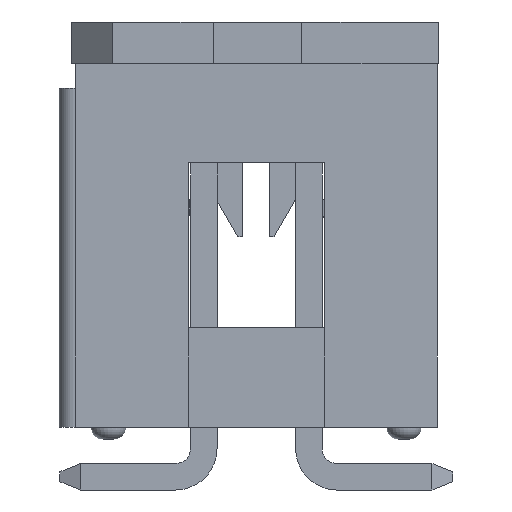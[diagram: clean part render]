
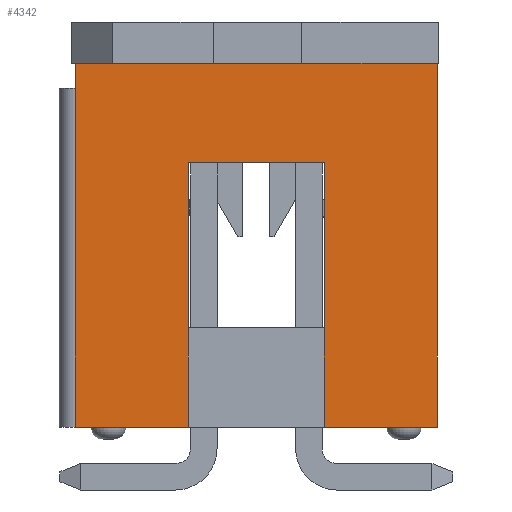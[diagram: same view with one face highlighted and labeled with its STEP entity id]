
A CAD part, left-side view. The second image highlights one B-rep face of the part: STEP entity #4342.
In plain terms, the highlighted planar face has unit normal (-1, 0, 0).
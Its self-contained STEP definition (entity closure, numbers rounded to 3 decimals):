
#132=LINE('',#6126,#719);
#136=LINE('',#6134,#723);
#264=LINE('',#6394,#851);
#289=LINE('',#6445,#876);
#290=LINE('',#6448,#877);
#291=LINE('',#6449,#878);
#292=LINE('',#6450,#879);
#293=LINE('',#6451,#880);
#719=VECTOR('',#4946,1000.);
#723=VECTOR('',#4950,1000.);
#851=VECTOR('',#5084,1000.);
#876=VECTOR('',#5123,1000.);
#877=VECTOR('',#5124,1000.);
#878=VECTOR('',#5125,1000.);
#879=VECTOR('',#5126,1000.);
#880=VECTOR('',#5127,1000.);
#1480=ORIENTED_EDGE('',*,*,#2687,.T.);
#1481=ORIENTED_EDGE('',*,*,#2688,.T.);
#1482=ORIENTED_EDGE('',*,*,#2527,.F.);
#1483=ORIENTED_EDGE('',*,*,#2689,.T.);
#1484=ORIENTED_EDGE('',*,*,#2660,.T.);
#1485=ORIENTED_EDGE('',*,*,#2690,.F.);
#1486=ORIENTED_EDGE('',*,*,#2531,.F.);
#1487=ORIENTED_EDGE('',*,*,#2691,.F.);
#2527=EDGE_CURVE('',#3134,#3135,#132,.T.);
#2531=EDGE_CURVE('',#3138,#3139,#136,.T.);
#2660=EDGE_CURVE('',#3268,#3267,#264,.T.);
#2687=EDGE_CURVE('',#3287,#3288,#289,.T.);
#2688=EDGE_CURVE('',#3288,#3135,#290,.T.);
#2689=EDGE_CURVE('',#3134,#3268,#291,.T.);
#2690=EDGE_CURVE('',#3139,#3267,#292,.T.);
#2691=EDGE_CURVE('',#3287,#3138,#293,.T.);
#3134=VERTEX_POINT('',#6125);
#3135=VERTEX_POINT('',#6127);
#3138=VERTEX_POINT('',#6133);
#3139=VERTEX_POINT('',#6135);
#3267=VERTEX_POINT('',#6393);
#3268=VERTEX_POINT('',#6395);
#3287=VERTEX_POINT('',#6446);
#3288=VERTEX_POINT('',#6447);
#3550=EDGE_LOOP('',(#1480,#1481,#1482,#1483,#1484,#1485,#1486,#1487));
#3847=FACE_BOUND('',#3550,.T.);
#4104=PLANE('',#4637);
#4342=ADVANCED_FACE('',(#3847),#4104,.T.);
#4637=AXIS2_PLACEMENT_3D('',#6444,#5121,#5122);
#4946=DIRECTION('',(0.,1.,0.));
#4950=DIRECTION('',(0.,1.,0.));
#5084=DIRECTION('',(0.,1.,0.));
#5121=DIRECTION('',(-1.,0.,0.));
#5122=DIRECTION('',(0.,0.,1.));
#5123=DIRECTION('',(0.,-1.,0.));
#5124=DIRECTION('',(0.,0.,-1.));
#5125=DIRECTION('',(0.,0.,1.));
#5126=DIRECTION('',(0.,0.,1.));
#5127=DIRECTION('',(0.,0.,-1.));
#6125=CARTESIAN_POINT('',(-13.97,-4.375,-4.4));
#6126=CARTESIAN_POINT('',(-13.97,-4.375,-4.4));
#6127=CARTESIAN_POINT('',(-13.97,-1.65,-4.4));
#6133=CARTESIAN_POINT('',(-13.97,1.65,-4.4));
#6134=CARTESIAN_POINT('',(-13.97,-4.375,-4.4));
#6135=CARTESIAN_POINT('',(-13.97,4.375,-4.4));
#6393=CARTESIAN_POINT('',(-13.97,4.375,4.4));
#6394=CARTESIAN_POINT('',(-13.97,-4.375,4.4));
#6395=CARTESIAN_POINT('',(-13.97,-4.375,4.4));
#6444=CARTESIAN_POINT('',(-13.97,-4.375,-4.4));
#6445=CARTESIAN_POINT('',(-13.97,1.65,2.));
#6446=CARTESIAN_POINT('',(-13.97,1.65,2.));
#6447=CARTESIAN_POINT('',(-13.97,-1.65,2.));
#6448=CARTESIAN_POINT('',(-13.97,-1.65,2.));
#6449=CARTESIAN_POINT('',(-13.97,-4.375,-4.4));
#6450=CARTESIAN_POINT('',(-13.97,4.375,-4.4));
#6451=CARTESIAN_POINT('',(-13.97,1.65,2.));
